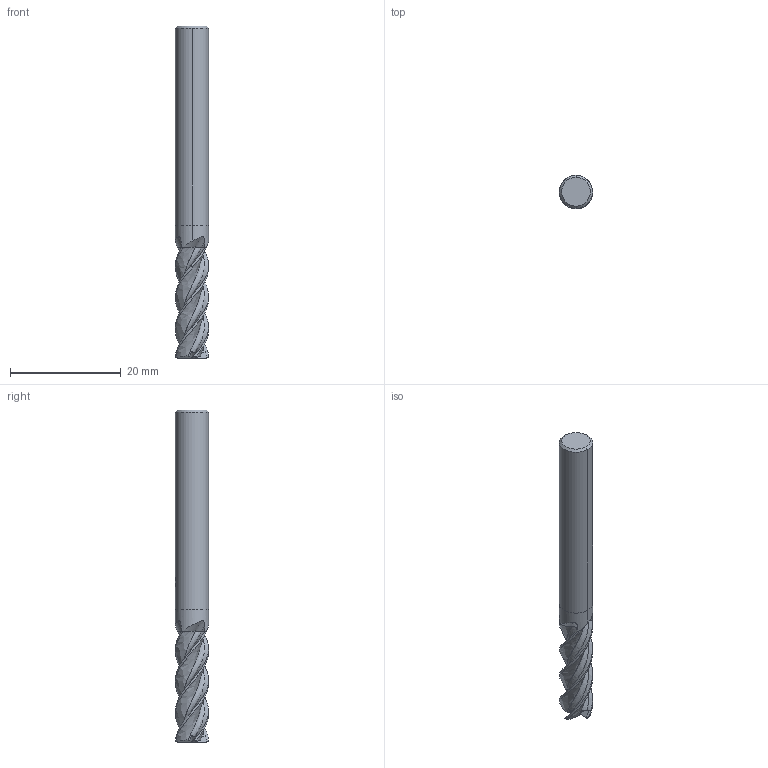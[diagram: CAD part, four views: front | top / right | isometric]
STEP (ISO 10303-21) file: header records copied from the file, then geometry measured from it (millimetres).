
FILE_DESCRIPTION(('no description'),'unknown implementation level');
FILE_NAME('solidHzk2zC2usDv5SOfvp2r3LbZSROQ_1.STP',' ',('CIMSOURCE GmbH'),('CADClick - KiM GmbH - www.kimweb.de'),'unknown preprocess','ACIS','unknown authorization');
FILE_SCHEMA(('automotive_design'));
Length unit declared in the file: millimetre
Products named in the file (2): 1; 2
Bounding box: 6 x 6 x 60 mm (x, y, z)
Volume: 1421.1 mm3; surface area: 1264.4 mm2
Topology: 2 solids, 2 shells, 92 faces, 257 edges, 169 vertices
Faces by surface type: plane 31, revolution 16, bspline 16, cone 12, cylinder 11, torus 6
Entity records: 12828 total; most frequent: CARTESIAN_POINT 7799, STYLED_ITEM 520, PRESENTATION_STYLE_ASSIGNMENT 520, COLOUR_RGB 520, ORIENTED_EDGE 514, DIRECTION 330, EDGE_CURVE 257, CURVE_STYLE 257
